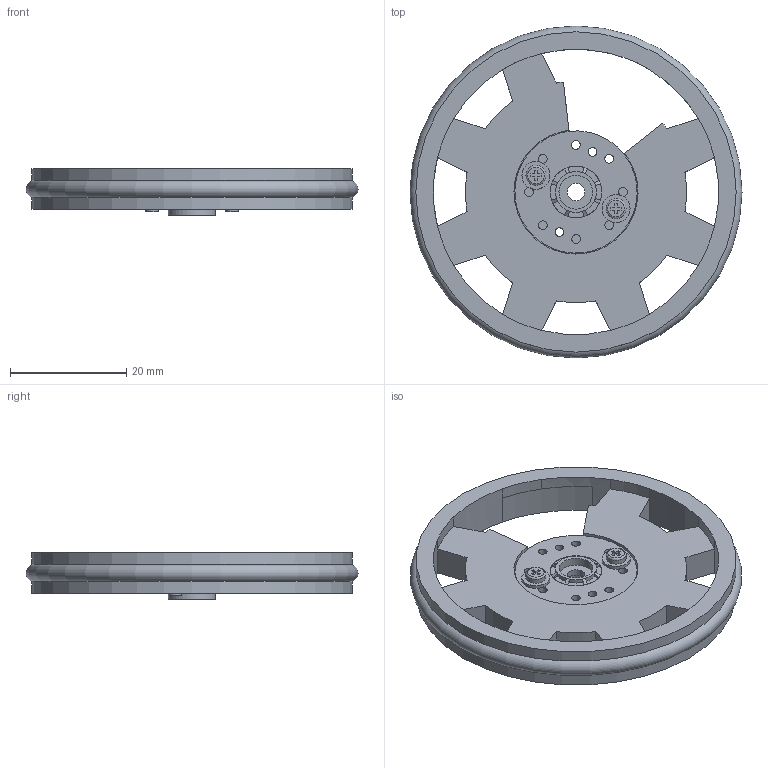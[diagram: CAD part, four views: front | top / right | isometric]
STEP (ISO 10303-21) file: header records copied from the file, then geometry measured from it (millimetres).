
FILE_DESCRIPTION(('FreeCAD Model'),'2;1');
FILE_NAME('Miniskybot-wheel-open-hw-logo-futaba3003-assembly.stp','2014-09-06T08:41:50',('FreeCAD'),( 'FreeCAD'),'Open CASCADE STEP processor 6.7','FreeCAD','Unknown');
FILE_SCHEMA(('AUTOMOTIVE_DESIGN_CC2 { 1 2 10303 214 -1 1 5 4 }'));
Length unit declared in the file: millimetre
Products named in the file (1): Miniskybot-wheel-open-hardware-logo-futaba3003-assembly
Bounding box: 57 x 57 x 8 mm (x, y, z)
Volume: 10431.1 mm3; surface area: 9430.4 mm2
Topology: 5 solids, 5 shells, 164 faces, 423 edges, 271 vertices
Faces by surface type: plane 84, cylinder 73, torus 4, cone 3
Full cylindrical faces by diameter (mm): 1.5 x15, 2.1 x2, 3 x1, 3.44 x2, 4.8 x2, 5.4 x1, 5.8 x1, 8.1 x1, 21 x1, 55 x2
Entity records: 12011 total; most frequent: CARTESIAN_POINT 2644, DIRECTION 1503, ORIENTED_EDGE 842, PCURVE 842, DEFINITIONAL_REPRESENTATION 842, LINE 771, VECTOR 771, EDGE_CURVE 421
